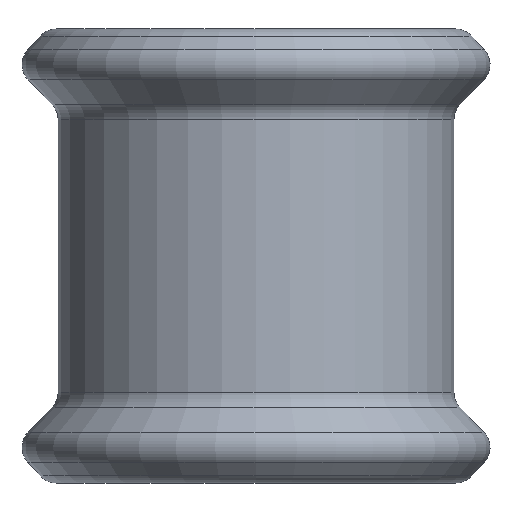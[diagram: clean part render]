
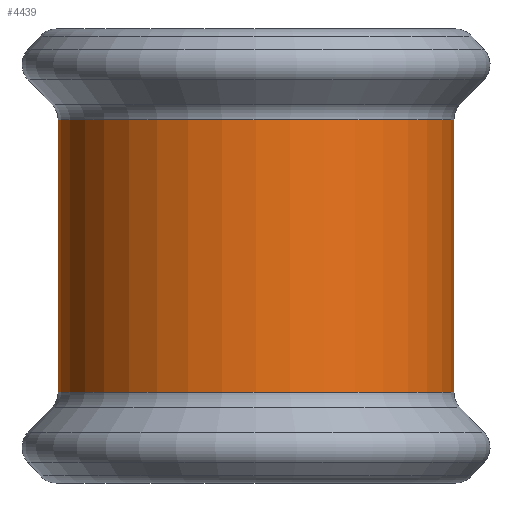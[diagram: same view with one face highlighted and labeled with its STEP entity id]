
A CAD part, front view. The second image highlights one B-rep face of the part: STEP entity #4439.
In plain terms, the highlighted cylindrical face has radius 6.947 mm (diameter 13.894 mm), a partial arc.
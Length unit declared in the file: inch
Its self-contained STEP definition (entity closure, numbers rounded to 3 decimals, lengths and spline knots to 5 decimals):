
#65 = LINE ( 'NONE', #1764, #4783 ) ;
#214 = CARTESIAN_POINT ( 'NONE',  ( 0.492, -0.625, -0.18817 ) ) ;
#287 = DIRECTION ( 'NONE',  ( 1., 0., 0. ) ) ;
#468 = CARTESIAN_POINT ( 'NONE',  ( 0.492, -0.625, 0. ) ) ;
#729 = ORIENTED_EDGE ( 'NONE', *, *, #842, .T. ) ;
#733 = CARTESIAN_POINT ( 'NONE',  ( 0.492, -0.625, 0.18817 ) ) ;
#842 = EDGE_CURVE ( 'NONE', #2683, #5026, #3675, .T. ) ;
#877 = CIRCLE ( 'NONE', #4775, 0.2735 ) ;
#937 = DIRECTION ( 'NONE',  ( 0., 0., 1. ) ) ;
#981 = CIRCLE ( 'NONE', #5349, 0.2735 ) ;
#997 = ORIENTED_EDGE ( 'NONE', *, *, #2520, .F. ) ;
#1005 = CYLINDRICAL_SURFACE ( 'NONE', #5012, 0.2735 ) ;
#1652 = ORIENTED_EDGE ( 'NONE', *, *, #3563, .F. ) ;
#1723 = FACE_OUTER_BOUND ( 'NONE', #4420, .T. ) ;
#1764 = CARTESIAN_POINT ( 'NONE',  ( -0.055, -0.625, 0.18817 ) ) ;
#1876 = VERTEX_POINT ( 'NONE', #2585 ) ;
#2447 = VERTEX_POINT ( 'NONE', #4074 ) ;
#2520 = EDGE_CURVE ( 'NONE', #2447, #5026, #877, .T. ) ;
#2585 = CARTESIAN_POINT ( 'NONE',  ( -0.055, -0.625, -0.18817 ) ) ;
#2637 = CARTESIAN_POINT ( 'NONE',  ( 0.2185, -0.625, 0. ) ) ;
#2683 = VERTEX_POINT ( 'NONE', #214 ) ;
#3023 = DIRECTION ( 'NONE',  ( 0., 0., 1. ) ) ;
#3563 = EDGE_CURVE ( 'NONE', #1876, #2447, #65, .T. ) ;
#3675 = LINE ( 'NONE', #468, #4744 ) ;
#3695 = CARTESIAN_POINT ( 'NONE',  ( 0.2185, -0.625, 0.18817 ) ) ;
#3971 = EDGE_CURVE ( 'NONE', #1876, #2683, #981, .T. ) ;
#4074 = CARTESIAN_POINT ( 'NONE',  ( -0.055, -0.625, 0.18817 ) ) ;
#4158 = DIRECTION ( 'NONE',  ( 1., 0., 0. ) ) ;
#4420 = EDGE_LOOP ( 'NONE', ( #4924, #729, #997, #1652 ) ) ;
#4439 = ADVANCED_FACE ( 'NONE', ( #1723 ), #1005, .T. ) ;
#4744 = VECTOR ( 'NONE', #5432, 39.37008 ) ;
#4775 = AXIS2_PLACEMENT_3D ( 'NONE', #3695, #937, #4158 ) ;
#4783 = VECTOR ( 'NONE', #4977, 39.37008 ) ;
#4924 = ORIENTED_EDGE ( 'NONE', *, *, #3971, .T. ) ;
#4977 = DIRECTION ( 'NONE',  ( 0., 0., 1. ) ) ;
#5012 = AXIS2_PLACEMENT_3D ( 'NONE', #2637, #5834, #5850 ) ;
#5026 = VERTEX_POINT ( 'NONE', #733 ) ;
#5349 = AXIS2_PLACEMENT_3D ( 'NONE', #5765, #3023, #287 ) ;
#5432 = DIRECTION ( 'NONE',  ( 0., 0., 1. ) ) ;
#5765 = CARTESIAN_POINT ( 'NONE',  ( 0.2185, -0.625, -0.18817 ) ) ;
#5834 = DIRECTION ( 'NONE',  ( 0., 0., 1. ) ) ;
#5850 = DIRECTION ( 'NONE',  ( 1., 0., 0. ) ) ;
